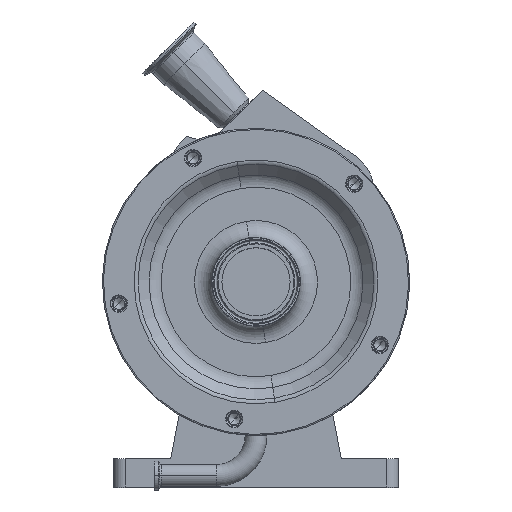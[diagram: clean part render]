
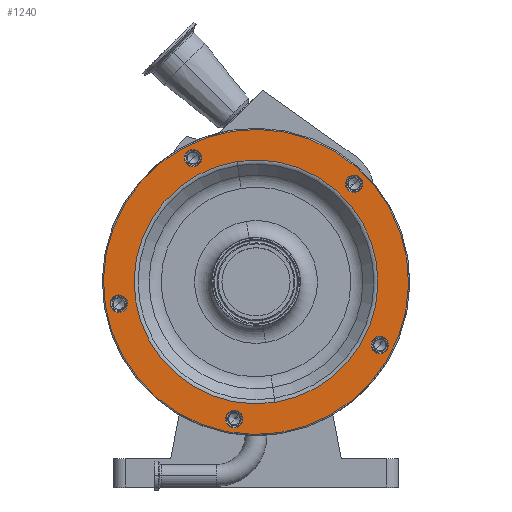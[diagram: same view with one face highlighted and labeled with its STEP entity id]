
A CAD part, top view. The second image highlights one B-rep face of the part: STEP entity #1240.
In plain terms, the highlighted planar face has unit normal (0, 0, 1).
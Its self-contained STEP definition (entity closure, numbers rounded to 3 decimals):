
#37 = DIRECTION ( 'NONE',  ( 0.156, -0.988, 0. ) ) ;
#247 = VERTEX_POINT ( 'NONE', #1561 ) ;
#325 = CARTESIAN_POINT ( 'NONE',  ( -17.889, -128.048, 209.5 ) ) ;
#433 = CARTESIAN_POINT ( 'NONE',  ( 87.463, 78.717, 209.5 ) ) ;
#615 = CIRCLE ( 'NONE', #2934, 7.644 ) ;
#648 = CARTESIAN_POINT ( 'NONE',  ( 0., 0., 209.5 ) ) ;
#655 = DIRECTION ( 'NONE',  ( 0.156, -0.988, 0. ) ) ;
#679 = CARTESIAN_POINT ( 'NONE',  ( 86.267, 86.267, 209.5 ) ) ;
#907 = EDGE_CURVE ( 'NONE', #247, #6932, #5909, .T. ) ;
#921 = ORIENTED_EDGE ( 'NONE', *, *, #5686, .T. ) ;
#923 = AXIS2_PLACEMENT_3D ( 'NONE', #8237, #12304, #3209 ) ;
#927 = AXIS2_PLACEMENT_3D ( 'NONE', #648, #4675, #12767 ) ;
#1071 = DIRECTION ( 'NONE',  ( 0., 0., -1. ) ) ;
#1240 = ADVANCED_FACE ( 'NONE', ( #6373, #3152, #9304, #11235, #11371, #2226, #8166 ), #4333, .F. ) ;
#1297 = DIRECTION ( 'NONE',  ( 0.156, -0.988, 0. ) ) ;
#1346 = EDGE_CURVE ( 'NONE', #7724, #7312, #6609, .T. ) ;
#1561 = CARTESIAN_POINT ( 'NONE',  ( 16.75, -105.753, 209.5 ) ) ;
#1587 = CARTESIAN_POINT ( 'NONE',  ( -20.962, 132.35, 209.5 ) ) ;
#1602 = CARTESIAN_POINT ( 'NONE',  ( -19.085, -120.498, 209.5 ) ) ;
#1633 = VERTEX_POINT ( 'NONE', #8222 ) ;
#1745 = ORIENTED_EDGE ( 'NONE', *, *, #3978, .T. ) ;
#1754 = VERTEX_POINT ( 'NONE', #5827 ) ;
#1769 = EDGE_CURVE ( 'NONE', #1754, #4290, #615, .T. ) ;
#1780 = EDGE_CURVE ( 'NONE', #6607, #4178, #3139, .T. ) ;
#1879 = AXIS2_PLACEMENT_3D ( 'NONE', #679, #7888, #9823 ) ;
#1909 = CARTESIAN_POINT ( 'NONE',  ( -121.694, -11.535, 209.5 ) ) ;
#1982 = CARTESIAN_POINT ( 'NONE',  ( 0., 0., 209.5 ) ) ;
#2021 = CARTESIAN_POINT ( 'NONE',  ( 0., 0., 209.5 ) ) ;
#2031 = EDGE_LOOP ( 'NONE', ( #9722, #7662 ) ) ;
#2040 = ORIENTED_EDGE ( 'NONE', *, *, #5837, .T. ) ;
#2127 = DIRECTION ( 'NONE',  ( 0.156, -0.988, 0. ) ) ;
#2188 = CARTESIAN_POINT ( 'NONE',  ( 20.962, -132.35, 209.5 ) ) ;
#2226 = FACE_OUTER_BOUND ( 'NONE', #9671, .T. ) ;
#2294 = DIRECTION ( 'NONE',  ( 0.156, -0.988, 0. ) ) ;
#2330 = DIRECTION ( 'NONE',  ( 0.156, -0.988, 0. ) ) ;
#2591 = CIRCLE ( 'NONE', #8053, 7.644 ) ;
#2857 = DIRECTION ( 'NONE',  ( 0., 0., -1. ) ) ;
#2860 = ORIENTED_EDGE ( 'NONE', *, *, #1769, .T. ) ;
#2916 = VERTEX_POINT ( 'NONE', #6906 ) ;
#2934 = AXIS2_PLACEMENT_3D ( 'NONE', #11819, #9884, #4971 ) ;
#3139 = CIRCLE ( 'NONE', #1879, 7.644 ) ;
#3152 = FACE_BOUND ( 'NONE', #6540, .T. ) ;
#3209 = DIRECTION ( 'NONE',  ( 0.156, -0.988, 0. ) ) ;
#3653 = EDGE_CURVE ( 'NONE', #6932, #247, #11240, .T. ) ;
#3839 = CIRCLE ( 'NONE', #8691, 7.644 ) ;
#3978 = EDGE_CURVE ( 'NONE', #1633, #10487, #3839, .T. ) ;
#3998 = CARTESIAN_POINT ( 'NONE',  ( 107.507, -47.837, 209.5 ) ) ;
#4072 = AXIS2_PLACEMENT_3D ( 'NONE', #2021, #11232, #37 ) ;
#4176 = DIRECTION ( 'NONE',  ( 0.156, -0.988, 0. ) ) ;
#4178 = VERTEX_POINT ( 'NONE', #13101 ) ;
#4240 = CARTESIAN_POINT ( 'NONE',  ( -120.498, -19.085, 209.5 ) ) ;
#4261 = DIRECTION ( 'NONE',  ( 0., 0., -1. ) ) ;
#4290 = VERTEX_POINT ( 'NONE', #6118 ) ;
#4333 = PLANE ( 'NONE',  #8302 ) ;
#4602 = CARTESIAN_POINT ( 'NONE',  ( -119.302, -26.635, 209.5 ) ) ;
#4675 = DIRECTION ( 'NONE',  ( 0., 0., -1. ) ) ;
#4758 = VERTEX_POINT ( 'NONE', #1587 ) ;
#4865 = DIRECTION ( 'NONE',  ( 0., 0., -1. ) ) ;
#4971 = DIRECTION ( 'NONE',  ( 0.156, -0.988, 0. ) ) ;
#5076 = EDGE_LOOP ( 'NONE', ( #12524, #8889 ) ) ;
#5107 = EDGE_CURVE ( 'NONE', #2916, #7946, #9246, .T. ) ;
#5157 = DIRECTION ( 'NONE',  ( 0., 0., -1. ) ) ;
#5428 = EDGE_LOOP ( 'NONE', ( #1745, #2040 ) ) ;
#5454 = CIRCLE ( 'NONE', #12872, 7.644 ) ;
#5686 = EDGE_CURVE ( 'NONE', #7312, #7724, #5454, .T. ) ;
#5728 = ORIENTED_EDGE ( 'NONE', *, *, #10736, .F. ) ;
#5827 = CARTESIAN_POINT ( 'NONE',  ( -54.191, 101.153, 209.5 ) ) ;
#5837 = EDGE_CURVE ( 'NONE', #10487, #1633, #2591, .T. ) ;
#5909 = CIRCLE ( 'NONE', #12921, 107.071 ) ;
#5939 = AXIS2_PLACEMENT_3D ( 'NONE', #11330, #5157, #7272 ) ;
#6012 = DIRECTION ( 'NONE',  ( 0.156, -0.988, 0. ) ) ;
#6036 = EDGE_CURVE ( 'NONE', #4290, #1754, #7218, .T. ) ;
#6118 = CARTESIAN_POINT ( 'NONE',  ( -56.583, 116.252, 209.5 ) ) ;
#6182 = CIRCLE ( 'NONE', #9607, 7.644 ) ;
#6373 = FACE_BOUND ( 'NONE', #11868, .T. ) ;
#6540 = EDGE_LOOP ( 'NONE', ( #7346, #12749 ) ) ;
#6607 = VERTEX_POINT ( 'NONE', #433 ) ;
#6609 = CIRCLE ( 'NONE', #923, 7.644 ) ;
#6809 = EDGE_CURVE ( 'NONE', #7946, #2916, #9793, .T. ) ;
#6906 = CARTESIAN_POINT ( 'NONE',  ( 109.899, -62.936, 209.5 ) ) ;
#6932 = VERTEX_POINT ( 'NONE', #10611 ) ;
#6982 = AXIS2_PLACEMENT_3D ( 'NONE', #1982, #2857, #6012 ) ;
#7173 = CARTESIAN_POINT ( 'NONE',  ( -132.35, -20.962, 209.5 ) ) ;
#7218 = CIRCLE ( 'NONE', #5939, 7.644 ) ;
#7272 = DIRECTION ( 'NONE',  ( 0.156, -0.988, 0. ) ) ;
#7312 = VERTEX_POINT ( 'NONE', #1909 ) ;
#7346 = ORIENTED_EDGE ( 'NONE', *, *, #10907, .T. ) ;
#7662 = ORIENTED_EDGE ( 'NONE', *, *, #5107, .T. ) ;
#7724 = VERTEX_POINT ( 'NONE', #4602 ) ;
#7888 = DIRECTION ( 'NONE',  ( 0., 0., -1. ) ) ;
#7907 = CARTESIAN_POINT ( 'NONE',  ( 108.703, -55.387, 209.5 ) ) ;
#7946 = VERTEX_POINT ( 'NONE', #3998 ) ;
#8053 = AXIS2_PLACEMENT_3D ( 'NONE', #1602, #12473, #2330 ) ;
#8166 = FACE_BOUND ( 'NONE', #5076, .T. ) ;
#8222 = CARTESIAN_POINT ( 'NONE',  ( -20.281, -112.948, 209.5 ) ) ;
#8237 = CARTESIAN_POINT ( 'NONE',  ( -120.498, -19.085, 209.5 ) ) ;
#8302 = AXIS2_PLACEMENT_3D ( 'NONE', #7173, #12372, #2294 ) ;
#8521 = CIRCLE ( 'NONE', #4072, 134. ) ;
#8657 = CARTESIAN_POINT ( 'NONE',  ( -19.085, -120.498, 209.5 ) ) ;
#8691 = AXIS2_PLACEMENT_3D ( 'NONE', #8657, #9728, #655 ) ;
#8889 = ORIENTED_EDGE ( 'NONE', *, *, #3653, .T. ) ;
#8897 = DIRECTION ( 'NONE',  ( 0.156, -0.988, 0. ) ) ;
#8946 = VERTEX_POINT ( 'NONE', #2188 ) ;
#9246 = CIRCLE ( 'NONE', #11596, 7.644 ) ;
#9304 = FACE_BOUND ( 'NONE', #2031, .T. ) ;
#9607 = AXIS2_PLACEMENT_3D ( 'NONE', #12494, #4261, #1297 ) ;
#9659 = DIRECTION ( 'NONE',  ( 0.156, -0.988, 0. ) ) ;
#9671 = EDGE_LOOP ( 'NONE', ( #5728, #13005 ) ) ;
#9722 = ORIENTED_EDGE ( 'NONE', *, *, #6809, .T. ) ;
#9728 = DIRECTION ( 'NONE',  ( 0., 0., -1. ) ) ;
#9787 = CARTESIAN_POINT ( 'NONE',  ( 0., 0., 209.5 ) ) ;
#9793 = CIRCLE ( 'NONE', #11713, 7.644 ) ;
#9823 = DIRECTION ( 'NONE',  ( 0.156, -0.988, 0. ) ) ;
#9884 = DIRECTION ( 'NONE',  ( 0., 0., -1. ) ) ;
#10213 = DIRECTION ( 'NONE',  ( 0., 0., -1. ) ) ;
#10487 = VERTEX_POINT ( 'NONE', #325 ) ;
#10538 = EDGE_LOOP ( 'NONE', ( #921, #11567 ) ) ;
#10611 = CARTESIAN_POINT ( 'NONE',  ( -16.75, 105.753, 209.5 ) ) ;
#10657 = CIRCLE ( 'NONE', #927, 134. ) ;
#10736 = EDGE_CURVE ( 'NONE', #8946, #4758, #10657, .T. ) ;
#10740 = EDGE_CURVE ( 'NONE', #4758, #8946, #8521, .T. ) ;
#10907 = EDGE_CURVE ( 'NONE', #4178, #6607, #6182, .T. ) ;
#11020 = ORIENTED_EDGE ( 'NONE', *, *, #6036, .T. ) ;
#11232 = DIRECTION ( 'NONE',  ( 0., 0., -1. ) ) ;
#11235 = FACE_BOUND ( 'NONE', #5428, .T. ) ;
#11240 = CIRCLE ( 'NONE', #6982, 107.071 ) ;
#11330 = CARTESIAN_POINT ( 'NONE',  ( -55.387, 108.703, 209.5 ) ) ;
#11343 = CARTESIAN_POINT ( 'NONE',  ( 108.703, -55.387, 209.5 ) ) ;
#11371 = FACE_BOUND ( 'NONE', #10538, .T. ) ;
#11567 = ORIENTED_EDGE ( 'NONE', *, *, #1346, .T. ) ;
#11593 = DIRECTION ( 'NONE',  ( 0., 0., -1. ) ) ;
#11596 = AXIS2_PLACEMENT_3D ( 'NONE', #7907, #4865, #8897 ) ;
#11713 = AXIS2_PLACEMENT_3D ( 'NONE', #11343, #10213, #2127 ) ;
#11819 = CARTESIAN_POINT ( 'NONE',  ( -55.387, 108.703, 209.5 ) ) ;
#11868 = EDGE_LOOP ( 'NONE', ( #11020, #2860 ) ) ;
#12304 = DIRECTION ( 'NONE',  ( 0., 0., -1. ) ) ;
#12372 = DIRECTION ( 'NONE',  ( 0., 0., -1. ) ) ;
#12473 = DIRECTION ( 'NONE',  ( 0., 0., -1. ) ) ;
#12494 = CARTESIAN_POINT ( 'NONE',  ( 86.267, 86.267, 209.5 ) ) ;
#12524 = ORIENTED_EDGE ( 'NONE', *, *, #907, .T. ) ;
#12749 = ORIENTED_EDGE ( 'NONE', *, *, #1780, .T. ) ;
#12767 = DIRECTION ( 'NONE',  ( 0.156, -0.988, 0. ) ) ;
#12872 = AXIS2_PLACEMENT_3D ( 'NONE', #4240, #1071, #4176 ) ;
#12921 = AXIS2_PLACEMENT_3D ( 'NONE', #9787, #11593, #9659 ) ;
#13005 = ORIENTED_EDGE ( 'NONE', *, *, #10740, .F. ) ;
#13101 = CARTESIAN_POINT ( 'NONE',  ( 85.071, 93.817, 209.5 ) ) ;
